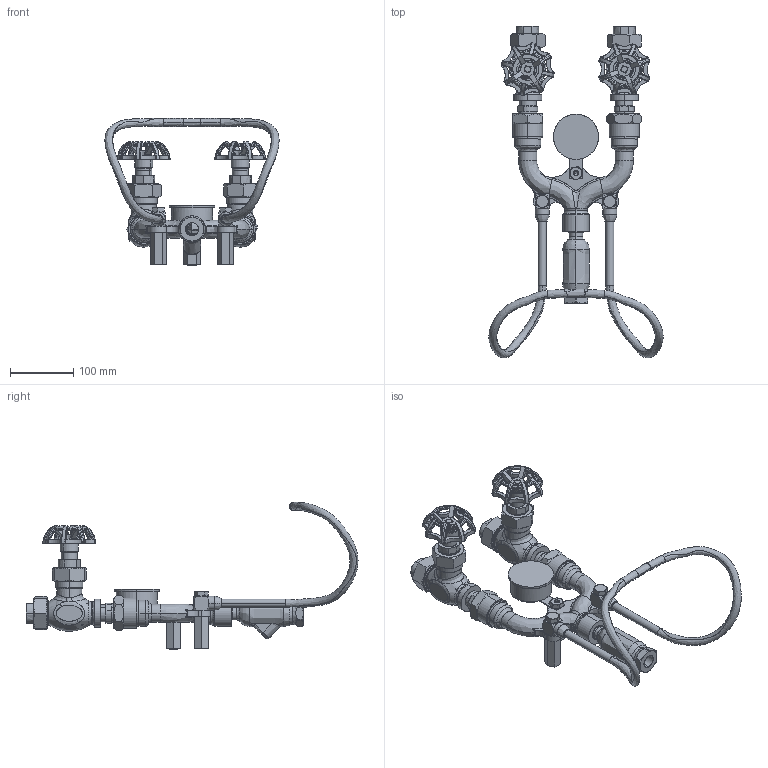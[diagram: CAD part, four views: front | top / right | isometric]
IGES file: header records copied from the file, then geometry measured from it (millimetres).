
Start section: SolidWorks IGES file using analytic representation for surfaces
Global section: file name: M750 With Globe Valve & Without Mounting Plate.IGS; native system: SolidWorks 2014; preprocessor: SolidWorks 2014; author: vschimeneck; date: 190624.140606; units: inch
Bounding box: 274.63 x 523.34 x 232.29 mm (x, y, z)
Surface area: 442320.2 mm2 (no closed solid volume)
Topology: 0 solids, 0 shells, 1633 faces, 28272 edges, 28239 vertices
Faces by surface type: bspline 1029, revolution 604
